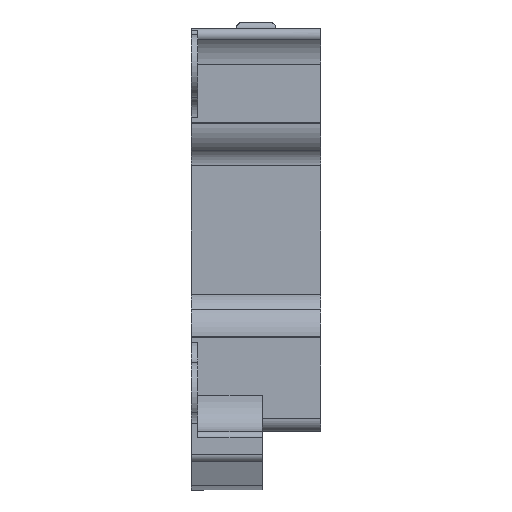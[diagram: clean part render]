
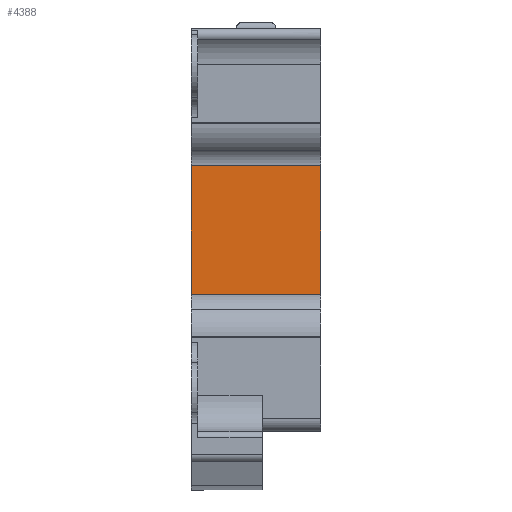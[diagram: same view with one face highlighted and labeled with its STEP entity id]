
A CAD part, front view. The second image highlights one B-rep face of the part: STEP entity #4388.
In plain terms, the highlighted planar face has unit normal (0, -1, 0).
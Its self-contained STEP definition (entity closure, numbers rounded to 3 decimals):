
#140=PLANE('',#4743);
#259=FACE_OUTER_BOUND('',#510,.T.);
#510=EDGE_LOOP('',(#3214,#3215,#3216,#3217));
#814=LINE('',#6757,#1210);
#881=LINE('',#7067,#1277);
#882=LINE('',#7070,#1278);
#883=LINE('',#7071,#1279);
#1210=VECTOR('',#5331,10.);
#1277=VECTOR('',#5558,10.);
#1278=VECTOR('',#5561,10.);
#1279=VECTOR('',#5562,10.);
#1844=VERTEX_POINT('',#6754);
#1845=VERTEX_POINT('',#6756);
#1964=VERTEX_POINT('',#7065);
#1965=VERTEX_POINT('',#7069);
#2317=EDGE_CURVE('',#1844,#1845,#814,.T.);
#2454=EDGE_CURVE('',#1964,#1844,#881,.T.);
#2455=EDGE_CURVE('',#1965,#1964,#882,.T.);
#2456=EDGE_CURVE('',#1845,#1965,#883,.T.);
#3214=ORIENTED_EDGE('',*,*,#2317,.F.);
#3215=ORIENTED_EDGE('',*,*,#2454,.F.);
#3216=ORIENTED_EDGE('',*,*,#2455,.F.);
#3217=ORIENTED_EDGE('',*,*,#2456,.F.);
#4388=ADVANCED_FACE('',(#259),#140,.F.);
#4743=AXIS2_PLACEMENT_3D('',#7068,#5559,#5560);
#5331=DIRECTION('',(0.,0.,1.));
#5558=DIRECTION('',(-1.,0.,0.));
#5559=DIRECTION('center_axis',(0.,1.,0.));
#5560=DIRECTION('ref_axis',(0.,0.,
1.));
#5561=DIRECTION('',(0.,0.,-1.));
#5562=DIRECTION('',(1.,0.,0.));
#6754=CARTESIAN_POINT('',(311.8,141.1,-99.008));
#6756=CARTESIAN_POINT('',(311.8,141.1,-79.184));
#6757=CARTESIAN_POINT('',(311.8,141.1,-95.833));
#7065=CARTESIAN_POINT('',(331.8,141.1,-99.008));
#7067=CARTESIAN_POINT('',(311.8,141.1,-99.008));
#7068=CARTESIAN_POINT('Origin',(311.8,141.1,-100.57));
#7069=CARTESIAN_POINT('',(331.8,141.1,-79.184));
#7070=CARTESIAN_POINT('',(331.8,141.1,-95.833));
#7071=CARTESIAN_POINT('',(311.8,141.1,-79.184));
